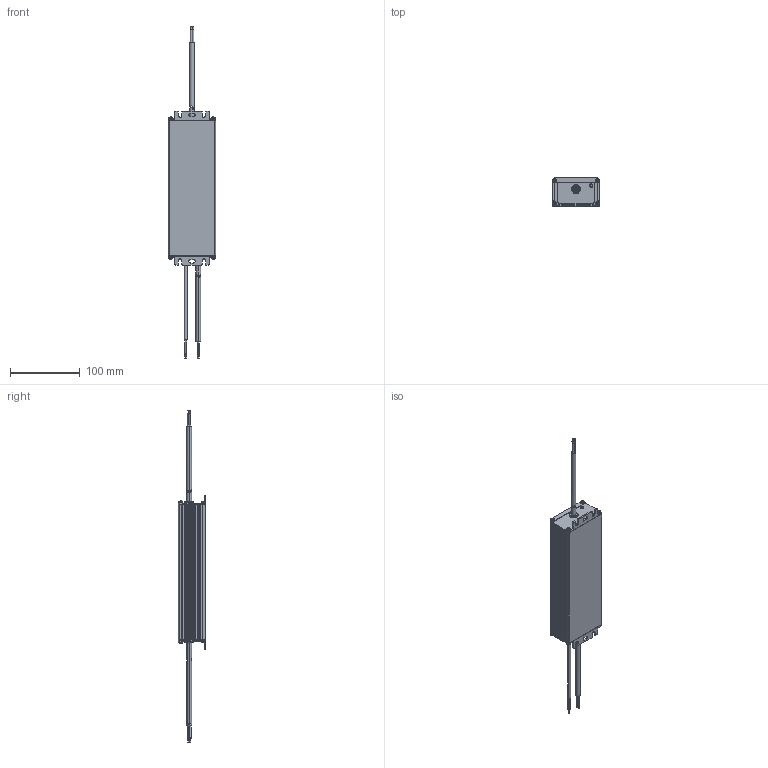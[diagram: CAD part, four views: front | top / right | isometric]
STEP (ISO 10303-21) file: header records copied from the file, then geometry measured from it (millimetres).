
FILE_DESCRIPTION (( 'STEP AP203' ), '1' );
FILE_NAME ('A5974 MU150H105AQ_CP.STEP', '2015-02-27T05:24:58', ( 'Lenovo User' ), ( 'Lenovo (Beijing) Limited' ), 'SwSTEP 2.0', 'SolidWorks 2012', '' );
FILE_SCHEMA (( 'CONFIG_CONTROL_DESIGN' ));
Products named in the file (20): A5974 MU150H105AQ_CP; 怀堤盄旰; 覃嫖盄旰; 覃嫖誘盄杶; A4218覃嫖傷裔; 输入端盖总装配体; 霧齪; PCB軞蚾饜极; 陔橈埽え; A4120大散热器总装配体; L倰爾褐; A4120散热器HS1; PCB°å150W; 输入线束; A4128躇猾菜; 誘盄杶; A4217傷裔; Pan Head Cross Recess Screw_ISO_ISO 7045 - M3 x 8 - Z --- 8S; A4127俋褲
Assembly tree (28 placements, depth 4):
  A5974 MU150H105AQ_CP
    A4127俋褲
    Pan Head Cross Recess Screw_ISO_ISO 7045 - M3 x 8 - Z --- 8S  x8
    输入端盖总装配体
      A4217傷裔
      誘盄杶
      A4128躇猾菜
      输入线束
    PCB軞蚾饜极
      PCB°å150W
      A4120大散热器总装配体
        A4120散热器HS1
        L倰爾褐
      陔橈埽え
    霧齪
    输入端盖总装配体
      A4128躇猾菜
    A4218覃嫖傷裔
    誘盄杶
    覃嫖誘盄杶
    覃嫖盄旰
    怀堤盄旰
Bounding box: 67.5 x 40 x 476 mm (x, y, z)
Volume: 277782.2 mm3; surface area: 285302.6 mm2
Topology: 30 solids, 30 shells, 2761 faces, 7485 edges, 4850 vertices
Faces by surface type: plane 1376, cylinder 685, cone 512, bspline 108, torus 64, sphere 16
Entity records: 66107 total; most frequent: CARTESIAN_POINT 15800, ORIENTED_EDGE 10290, DIRECTION 9531, EDGE_CURVE 5145, VECTOR 3851, LINE 3851, VERTEX_POINT 3393, AXIS2_PLACEMENT_3D 2840
